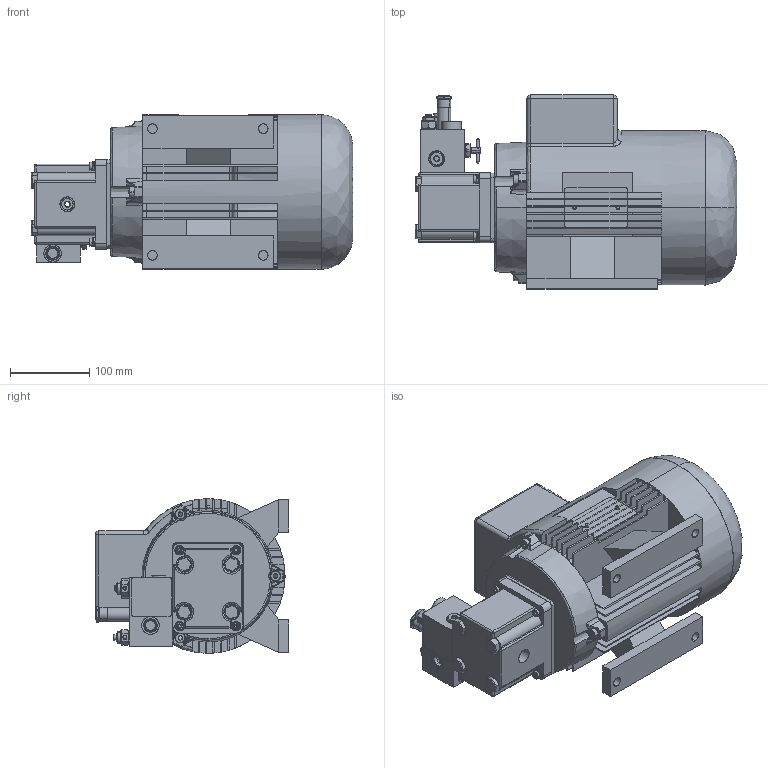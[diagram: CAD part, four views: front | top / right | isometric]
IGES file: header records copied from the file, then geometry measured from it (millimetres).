
Start section: SolidWorks IGES file using analytic representation for surfaces
Global section: file name: MD_1535.IGS; native system: SolidWorks 2012; preprocessor: SolidWorks 2012; author: P.Mehta; date: 130926.141238; units: millimetre
Bounding box: 406 x 245 x 195 mm (x, y, z)
Surface area: 544813.8 mm2 (no closed solid volume)
Topology: 0 solids, 0 shells, 825 faces, 11146 edges, 11127 vertices
Faces by surface type: bspline 470, revolution 355
